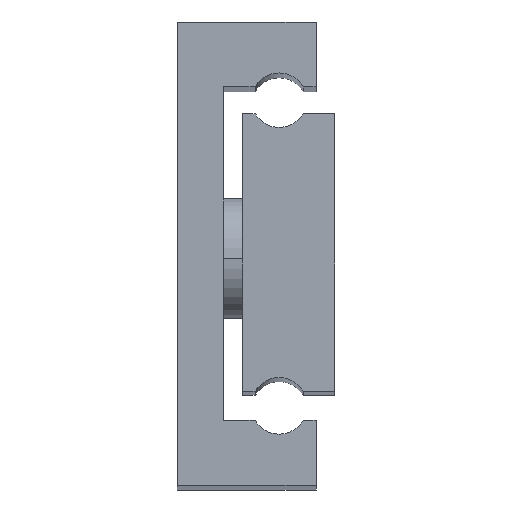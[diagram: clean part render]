
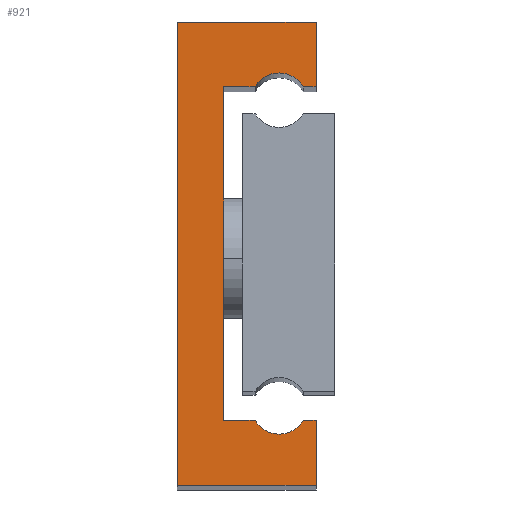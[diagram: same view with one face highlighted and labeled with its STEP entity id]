
A CAD part, top view. The second image highlights one B-rep face of the part: STEP entity #921.
In plain terms, the highlighted planar face has unit normal (0, 0, 1).
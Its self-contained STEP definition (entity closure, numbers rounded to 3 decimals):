
#10 = VERTEX_POINT ( 'NONE', #1370 ) ;
#12 = ORIENTED_EDGE ( 'NONE', *, *, #1893, .T. ) ;
#57 = ORIENTED_EDGE ( 'NONE', *, *, #1802, .T. ) ;
#63 = CARTESIAN_POINT ( 'NONE',  ( 8.402, 43., 150. ) ) ;
#120 = DIRECTION ( 'NONE',  ( 1., 0., 0. ) ) ;
#195 = EDGE_CURVE ( 'NONE', #428, #1884, #1885, .T. ) ;
#243 = VECTOR ( 'NONE', #1172, 1000. ) ;
#263 = VECTOR ( 'NONE', #1628, 1000. ) ;
#289 = CARTESIAN_POINT ( 'NONE',  ( 8.402, 43., 150. ) ) ;
#300 = EDGE_CURVE ( 'NONE', #10, #316, #569, .T. ) ;
#309 = ORIENTED_EDGE ( 'NONE', *, *, #1627, .T. ) ;
#316 = VERTEX_POINT ( 'NONE', #865 ) ;
#324 = CARTESIAN_POINT ( 'NONE',  ( 11., 41.5, 150. ) ) ;
#339 = ORIENTED_EDGE ( 'NONE', *, *, #670, .T. ) ;
#363 = DIRECTION ( 'NONE',  ( 0., 1., 0. ) ) ;
#365 = DIRECTION ( 'NONE',  ( -1., 0., 0. ) ) ;
#394 = CARTESIAN_POINT ( 'NONE',  ( 0., 0., 150. ) ) ;
#404 = EDGE_CURVE ( 'NONE', #316, #1236, #1388, .T. ) ;
#428 = VERTEX_POINT ( 'NONE', #816 ) ;
#497 = LINE ( 'NONE', #1291, #1442 ) ;
#509 = EDGE_CURVE ( 'NONE', #698, #649, #497, .T. ) ;
#518 = ORIENTED_EDGE ( 'NONE', *, *, #1372, .T. ) ;
#557 = CARTESIAN_POINT ( 'NONE',  ( 15., 0., 150. ) ) ;
#563 = AXIS2_PLACEMENT_3D ( 'NONE', #828, #705, #1621 ) ;
#569 = LINE ( 'NONE', #721, #857 ) ;
#594 = VECTOR ( 'NONE', #1579, 1000. ) ;
#614 = CARTESIAN_POINT ( 'NONE',  ( 5., 7., 150. ) ) ;
#649 = VERTEX_POINT ( 'NONE', #739 ) ;
#670 = EDGE_CURVE ( 'NONE', #1575, #1340, #1944, .T. ) ;
#679 = DIRECTION ( 'NONE',  ( 0., 0., -1. ) ) ;
#698 = VERTEX_POINT ( 'NONE', #614 ) ;
#705 = DIRECTION ( 'NONE',  ( 0., 0., -1. ) ) ;
#721 = CARTESIAN_POINT ( 'NONE',  ( 15., 43., 150. ) ) ;
#733 = CIRCLE ( 'NONE', #1242, 3. ) ;
#739 = CARTESIAN_POINT ( 'NONE',  ( 5., 43., 150. ) ) ;
#782 = LINE ( 'NONE', #1415, #594 ) ;
#790 = CARTESIAN_POINT ( 'NONE',  ( 0., 0., 150. ) ) ;
#808 = CARTESIAN_POINT ( 'NONE',  ( 15., 7., 150. ) ) ;
#812 = ORIENTED_EDGE ( 'NONE', *, *, #1506, .T. ) ;
#816 = CARTESIAN_POINT ( 'NONE',  ( 0., 50., 150. ) ) ;
#828 = CARTESIAN_POINT ( 'NONE',  ( 11., 41.5, 150. ) ) ;
#831 = DIRECTION ( 'NONE',  ( -1., 0., 0. ) ) ;
#843 = LINE ( 'NONE', #63, #263 ) ;
#857 = VECTOR ( 'NONE', #1611, 1000. ) ;
#865 = CARTESIAN_POINT ( 'NONE',  ( 15., 43., 150. ) ) ;
#921 = ADVANCED_FACE ( 'NONE', ( #1603 ), #1720, .F. ) ;
#927 = CIRCLE ( 'NONE', #563, 3. ) ;
#928 = ORIENTED_EDGE ( 'NONE', *, *, #195, .T. ) ;
#943 = CARTESIAN_POINT ( 'NONE',  ( 15., 50., 150. ) ) ;
#946 = CARTESIAN_POINT ( 'NONE',  ( 0., 0., 150. ) ) ;
#978 = LINE ( 'NONE', #1443, #1355 ) ;
#1010 = ORIENTED_EDGE ( 'NONE', *, *, #2003, .T. ) ;
#1025 = AXIS2_PLACEMENT_3D ( 'NONE', #324, #679, #831 ) ;
#1041 = VECTOR ( 'NONE', #1557, 1000. ) ;
#1056 = ORIENTED_EDGE ( 'NONE', *, *, #300, .T. ) ;
#1084 = ORIENTED_EDGE ( 'NONE', *, *, #404, .T. ) ;
#1172 = DIRECTION ( 'NONE',  ( 0., 1., 0. ) ) ;
#1183 = VECTOR ( 'NONE', #1574, 1000. ) ;
#1232 = ORIENTED_EDGE ( 'NONE', *, *, #509, .T. ) ;
#1236 = VERTEX_POINT ( 'NONE', #2000 ) ;
#1242 = AXIS2_PLACEMENT_3D ( 'NONE', #1998, #1668, #120 ) ;
#1291 = CARTESIAN_POINT ( 'NONE',  ( 5., 7., 150. ) ) ;
#1340 = VERTEX_POINT ( 'NONE', #1589 ) ;
#1345 = VECTOR ( 'NONE', #1722, 1000. ) ;
#1355 = VECTOR ( 'NONE', #365, 1000. ) ;
#1364 = VERTEX_POINT ( 'NONE', #1759 ) ;
#1370 = CARTESIAN_POINT ( 'NONE',  ( 13.598, 43., 150. ) ) ;
#1372 = EDGE_CURVE ( 'NONE', #1364, #698, #782, .T. ) ;
#1388 = LINE ( 'NONE', #943, #1345 ) ;
#1415 = CARTESIAN_POINT ( 'NONE',  ( 8.402, 7., 150. ) ) ;
#1442 = VECTOR ( 'NONE', #363, 1000. ) ;
#1443 = CARTESIAN_POINT ( 'NONE',  ( 0., 50., 150. ) ) ;
#1459 = DIRECTION ( 'NONE',  ( 1., 0., 0. ) ) ;
#1506 = EDGE_CURVE ( 'NONE', #1703, #10, #927, .T. ) ;
#1557 = DIRECTION ( 'NONE',  ( 0., -1., 0. ) ) ;
#1565 = LINE ( 'NONE', #808, #1183 ) ;
#1574 = DIRECTION ( 'NONE',  ( -1., 0., 0. ) ) ;
#1575 = VERTEX_POINT ( 'NONE', #1680 ) ;
#1579 = DIRECTION ( 'NONE',  ( -1., 0., 0. ) ) ;
#1586 = EDGE_LOOP ( 'NONE', ( #928, #12, #339, #57, #309, #518, #1232, #1010, #812, #1056, #1084, #1788 ) ) ;
#1589 = CARTESIAN_POINT ( 'NONE',  ( 15., 7., 150. ) ) ;
#1603 = FACE_OUTER_BOUND ( 'NONE', #1586, .T. ) ;
#1611 = DIRECTION ( 'NONE',  ( 1., 0., 0. ) ) ;
#1613 = VECTOR ( 'NONE', #1459, 1000. ) ;
#1621 = DIRECTION ( 'NONE',  ( -1., 0., 0. ) ) ;
#1627 = EDGE_CURVE ( 'NONE', #1630, #1364, #733, .T. ) ;
#1628 = DIRECTION ( 'NONE',  ( 1., 0., 0. ) ) ;
#1630 = VERTEX_POINT ( 'NONE', #1977 ) ;
#1668 = DIRECTION ( 'NONE',  ( 0., 0., -1. ) ) ;
#1680 = CARTESIAN_POINT ( 'NONE',  ( 15., 0., 150. ) ) ;
#1703 = VERTEX_POINT ( 'NONE', #289 ) ;
#1720 = PLANE ( 'NONE',  #1025 ) ;
#1722 = DIRECTION ( 'NONE',  ( 0., 1., 0. ) ) ;
#1759 = CARTESIAN_POINT ( 'NONE',  ( 8.402, 7., 150. ) ) ;
#1788 = ORIENTED_EDGE ( 'NONE', *, *, #1945, .T. ) ;
#1802 = EDGE_CURVE ( 'NONE', #1340, #1630, #1565, .T. ) ;
#1884 = VERTEX_POINT ( 'NONE', #790 ) ;
#1885 = LINE ( 'NONE', #946, #1041 ) ;
#1893 = EDGE_CURVE ( 'NONE', #1884, #1575, #1931, .T. ) ;
#1931 = LINE ( 'NONE', #394, #1613 ) ;
#1944 = LINE ( 'NONE', #557, #243 ) ;
#1945 = EDGE_CURVE ( 'NONE', #1236, #428, #978, .T. ) ;
#1977 = CARTESIAN_POINT ( 'NONE',  ( 13.598, 7., 150. ) ) ;
#1998 = CARTESIAN_POINT ( 'NONE',  ( 11., 8.5, 150. ) ) ;
#2000 = CARTESIAN_POINT ( 'NONE',  ( 15., 50., 150. ) ) ;
#2003 = EDGE_CURVE ( 'NONE', #649, #1703, #843, .T. ) ;
